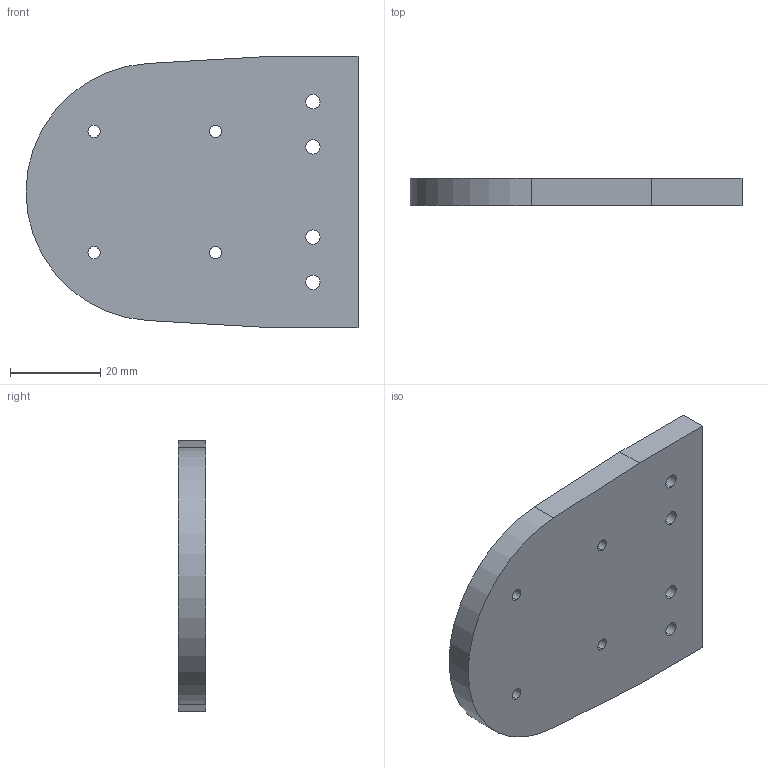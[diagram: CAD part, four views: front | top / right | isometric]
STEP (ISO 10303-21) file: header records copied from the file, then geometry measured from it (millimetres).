
FILE_DESCRIPTION (( 'STEP AP203' ), '1' );
FILE_NAME ('6020蟀諉啣階啣.STEP', '2025-06-16T03:49:48', ( '' ), ( '' ), 'SwSTEP 2.0', 'SolidWorks 2023', '' );
FILE_SCHEMA (( 'CONFIG_CONTROL_DESIGN' ));
Length unit declared in the file: millimetre
Products named in the file (1): 6020连接板顶板
Bounding box: 73.5 x 6 x 60 mm (x, y, z)
Volume: 23307.4 mm3; surface area: 9651.7 mm2
Topology: 1 solids, 1 shells, 24 faces, 66 edges, 44 vertices
Faces by surface type: cylinder 17, plane 7
Entity records: 893 total; most frequent: DIRECTION 150, CARTESIAN_POINT 135, ORIENTED_EDGE 132, EDGE_CURVE 66, AXIS2_PLACEMENT_3D 59, VERTEX_POINT 44, EDGE_LOOP 40, CIRCLE 34
